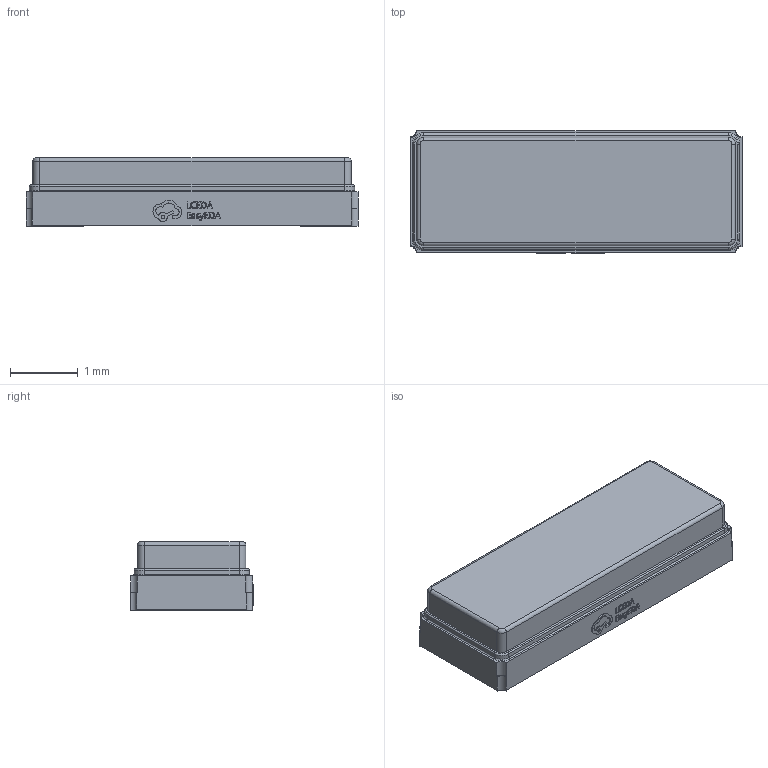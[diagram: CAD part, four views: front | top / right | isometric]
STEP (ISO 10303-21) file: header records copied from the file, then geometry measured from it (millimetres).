
FILE_DESCRIPTION (( 'STEP AP214' ), '1' );
FILE_NAME ('CRYSTAL-SMD_L4.9-W1.8.STEP', '2023-03-27T14:27:07', ( '' ), ( '' ), 'SwSTEP 2.0', 'SolidWorks 2020', '' );
FILE_SCHEMA (( 'AUTOMOTIVE_DESIGN' ));
Length unit declared in the file: millimetre
Products named in the file (1): CRYSTAL-SMD_L4.9-W1.8
Bounding box: 4.9 x 1.81 x 1.01 mm (x, y, z)
Volume: 8.2 mm3; surface area: 30.1 mm2
Topology: 1 solids, 1 shells, 306 faces, 825 edges, 542 vertices
Faces by surface type: plane 168, bspline 98, cylinder 28, torus 12
Entity records: 13437 total; most frequent: CARTESIAN_POINT 2980, ORIENTED_EDGE 1650, DIRECTION 1111, EDGE_CURVE 825, LINE 557, VECTOR 557, VERTEX_POINT 542, EDGE_LOOP 327
